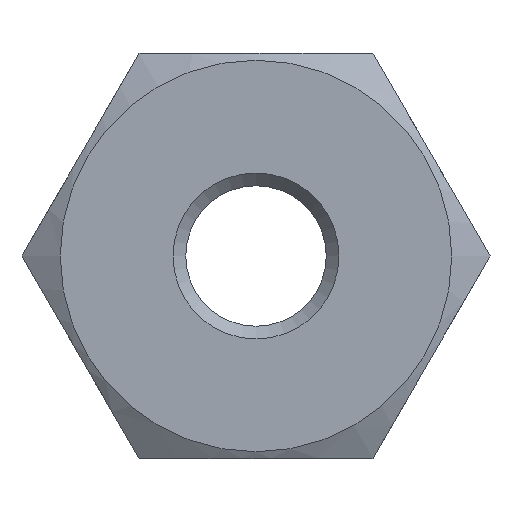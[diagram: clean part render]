
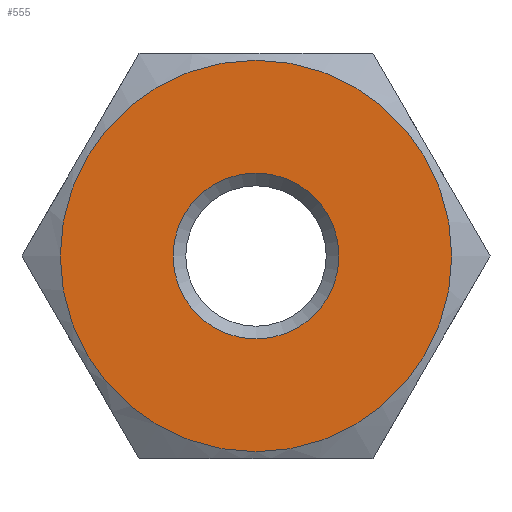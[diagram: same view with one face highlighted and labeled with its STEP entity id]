
A CAD part, left-side view. The second image highlights one B-rep face of the part: STEP entity #555.
In plain terms, the highlighted planar face has unit normal (-1, 0, 0).
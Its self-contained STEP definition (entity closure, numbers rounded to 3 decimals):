
#375=CARTESIAN_POINT('',(0.0,4.6,0.0));
#376=VERTEX_POINT('',#375);
#377=CARTESIAN_POINT('',(0.,0.,0.0));
#378=DIRECTION('',(1.0,0.0,0.0));
#379=DIRECTION('',(0.0,1.0,0.0));
#380=AXIS2_PLACEMENT_3D('',#377,#378,#379);
#381=CIRCLE('',#380,4.6);
#382=EDGE_CURVE('',#376,#376,#381,.T.);
#532=CARTESIAN_POINT('',(0.,-1.95,0.));
#533=VERTEX_POINT('',#532);
#534=CARTESIAN_POINT('',(0.,0.,0.0));
#535=DIRECTION('',(-1.0,0.0,0.0));
#536=DIRECTION('',(0.0,1.0,0.0));
#537=AXIS2_PLACEMENT_3D('',#534,#535,#536);
#538=CIRCLE('',#537,1.95);
#539=EDGE_CURVE('',#533,#533,#538,.T.);
#544=CARTESIAN_POINT('',(0.0,2.3,0.0));
#545=DIRECTION('',(-1.0,0.0,0.0));
#546=DIRECTION('',(0.0,0.0,1.0));
#547=AXIS2_PLACEMENT_3D('',#544,#545,#546);
#548=PLANE('',#547);
#549=ORIENTED_EDGE('',*,*,#382,.F.);
#550=EDGE_LOOP('',(#549));
#551=FACE_OUTER_BOUND('',#550,.T.);
#552=ORIENTED_EDGE('',*,*,#539,.F.);
#553=EDGE_LOOP('',(#552));
#554=FACE_BOUND('',#553,.T.);
#555=ADVANCED_FACE('',(#551,#554),#548,.T.);
